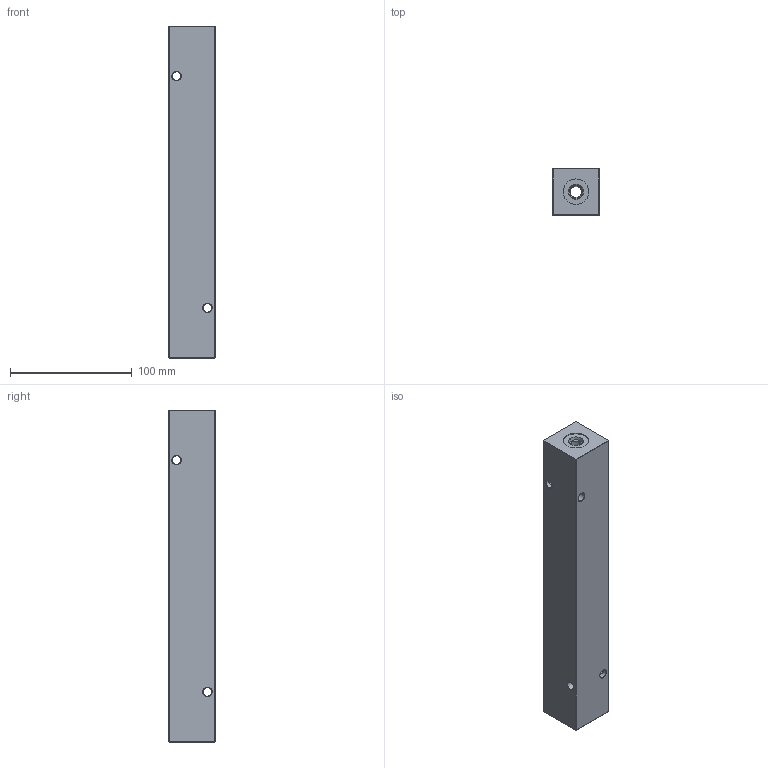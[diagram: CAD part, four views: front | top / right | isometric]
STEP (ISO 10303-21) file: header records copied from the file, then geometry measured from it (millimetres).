
FILE_DESCRIPTION (( 'STEP AP203' ), '1' );
FILE_NAME ('HM-7-0-S-4-2.STEP', '2020-09-28T19:51:10', ( '' ), ( '' ), 'SwSTEP 2.0', 'SolidWorks 2019', '' );
FILE_SCHEMA (( 'CONFIG_CONTROL_DESIGN' ));
Length unit declared in the file: inch
Products named in the file (1): HM-7-0-S-4-2
Bounding box: 38.1 x 38.1 x 273.05 mm (x, y, z)
Volume: 365278.5 mm3; surface area: 56990.1 mm2
Topology: 1 solids, 1 shells, 555 faces, 1417 edges, 904 vertices
Faces by surface type: plane 243, bspline 174, cone 70, cylinder 68
Entity records: 25258 total; most frequent: CARTESIAN_POINT 12907, ORIENTED_EDGE 2834, DIRECTION 1949, EDGE_CURVE 1417, VERTEX_POINT 904, LINE 865, VECTOR 865, EDGE_LOOP 623
